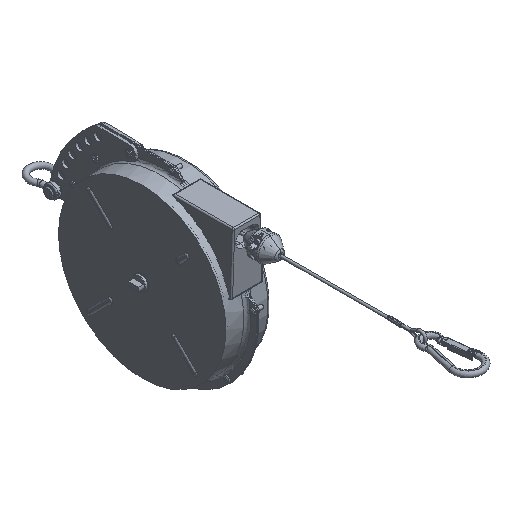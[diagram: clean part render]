
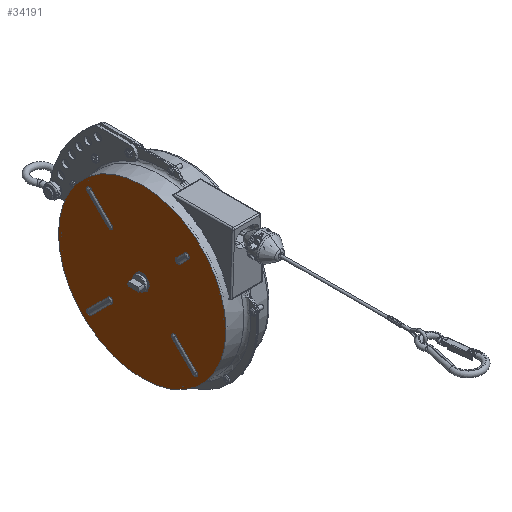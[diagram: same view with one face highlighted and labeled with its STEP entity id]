
A CAD part, isometric view. The second image highlights one B-rep face of the part: STEP entity #34191.
In plain terms, the highlighted planar face has unit normal (-1, 0, 0).
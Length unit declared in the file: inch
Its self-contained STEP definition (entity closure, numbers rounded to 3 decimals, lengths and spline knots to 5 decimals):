
#31549=CARTESIAN_POINT('',(-0.525,3.923,0.0));
#31550=VERTEX_POINT('',#31549);
#31551=CARTESIAN_POINT('',(-0.525,0.0,0.0));
#31552=DIRECTION('',(1.0,0.0,0.0));
#31553=DIRECTION('',(0.0,1.0,0.0));
#31554=AXIS2_PLACEMENT_3D('',#31551,#31552,#31553);
#31555=CIRCLE('',#31554,3.923);
#31556=EDGE_CURVE('',#31550,#31550,#31555,.T.);
#32382=CARTESIAN_POINT('',(-0.525,-2.16728,1.99051));
#32383=VERTEX_POINT('',#32382);
#32401=CARTESIAN_POINT('',(-0.525,-1.7713,1.59453));
#32402=VERTEX_POINT('',#32401);
#32410=CARTESIAN_POINT('',(-0.525,-2.16728,1.99051));
#32411=DIRECTION('',(0.0,0.707,-0.707));
#32412=VECTOR('',#32411,0.56);
#32413=LINE('',#32410,#32412);
#32414=EDGE_CURVE('',#32383,#32402,#32413,.T.);
#32454=CARTESIAN_POINT('',(-0.525,-1.99051,2.16728));
#32455=VERTEX_POINT('',#32454);
#32473=CARTESIAN_POINT('',(-0.525,-2.07889,2.07889));
#32474=DIRECTION('',(1.0,0.0,0.0));
#32475=DIRECTION('',(0.0,-0.707,-0.707));
#32476=AXIS2_PLACEMENT_3D('',#32473,#32474,#32475);
#32477=CIRCLE('',#32476,0.125);
#32478=EDGE_CURVE('',#32455,#32383,#32477,.T.);
#32520=CARTESIAN_POINT('',(-0.525,-1.59453,1.7713));
#32521=VERTEX_POINT('',#32520);
#32529=CARTESIAN_POINT('',(-0.525,-1.68291,1.68291));
#32530=DIRECTION('',(1.0,0.0,0.0));
#32531=DIRECTION('',(0.0,0.707,0.707));
#32532=AXIS2_PLACEMENT_3D('',#32529,#32530,#32531);
#32533=CIRCLE('',#32532,0.125);
#32534=EDGE_CURVE('',#32402,#32521,#32533,.T.);
#32560=CARTESIAN_POINT('',(-0.525,-1.59453,1.7713));
#32561=DIRECTION('',(0.0,-0.707,0.707));
#32562=VECTOR('',#32561,0.56);
#32563=LINE('',#32560,#32562);
#32564=EDGE_CURVE('',#32521,#32455,#32563,.T.);
#32616=CARTESIAN_POINT('',(-0.525,-2.56326,-2.38649));
#32617=VERTEX_POINT('',#32616);
#32636=CARTESIAN_POINT('',(-0.525,-2.38649,-2.56326));
#32637=VERTEX_POINT('',#32636);
#32645=CARTESIAN_POINT('',(-0.525,-2.47487,-2.47487));
#32646=DIRECTION('',(1.0,0.0,0.0));
#32647=DIRECTION('',(0.0,0.707,-0.707));
#32648=AXIS2_PLACEMENT_3D('',#32645,#32646,#32647);
#32649=CIRCLE('',#32648,0.125);
#32650=EDGE_CURVE('',#32617,#32637,#32649,.T.);
#32660=CARTESIAN_POINT('',(-0.525,-1.58745,-1.41068));
#32661=VERTEX_POINT('',#32660);
#32678=CARTESIAN_POINT('',(-0.525,-1.58745,-1.41068));
#32679=DIRECTION('',(0.0,-0.707,-0.707));
#32680=VECTOR('',#32679,1.38);
#32681=LINE('',#32678,#32680);
#32682=EDGE_CURVE('',#32661,#32617,#32681,.T.);
#32694=CARTESIAN_POINT('',(-0.525,-1.41068,-1.58745));
#32695=VERTEX_POINT('',#32694);
#32703=CARTESIAN_POINT('',(-0.525,-2.38649,-2.56326));
#32704=DIRECTION('',(0.0,0.707,0.707));
#32705=VECTOR('',#32704,1.38);
#32706=LINE('',#32703,#32705);
#32707=EDGE_CURVE('',#32637,#32695,#32706,.T.);
#32763=CARTESIAN_POINT('',(-0.525,-1.49907,-1.49907));
#32764=DIRECTION('',(1.0,0.0,0.0));
#32765=DIRECTION('',(0.0,-0.707,0.707));
#32766=AXIS2_PLACEMENT_3D('',#32763,#32764,#32765);
#32767=CIRCLE('',#32766,0.125);
#32768=EDGE_CURVE('',#32695,#32661,#32767,.T.);
#32820=CARTESIAN_POINT('',(-0.525,2.38649,-2.56326));
#32821=VERTEX_POINT('',#32820);
#32840=CARTESIAN_POINT('',(-0.525,2.56326,-2.38649));
#32841=VERTEX_POINT('',#32840);
#32849=CARTESIAN_POINT('',(-0.525,2.47487,-2.47487));
#32850=DIRECTION('',(1.0,0.0,0.0));
#32851=DIRECTION('',(0.0,-0.707,-0.707));
#32852=AXIS2_PLACEMENT_3D('',#32849,#32850,#32851);
#32853=CIRCLE('',#32852,0.125);
#32854=EDGE_CURVE('',#32821,#32841,#32853,.T.);
#32864=CARTESIAN_POINT('',(-0.525,1.41068,-1.58745));
#32865=VERTEX_POINT('',#32864);
#32882=CARTESIAN_POINT('',(-0.525,1.41068,-1.58745));
#32883=DIRECTION('',(0.0,0.707,-0.707));
#32884=VECTOR('',#32883,1.38);
#32885=LINE('',#32882,#32884);
#32886=EDGE_CURVE('',#32865,#32821,#32885,.T.);
#32898=CARTESIAN_POINT('',(-0.525,1.58745,-1.41068));
#32899=VERTEX_POINT('',#32898);
#32907=CARTESIAN_POINT('',(-0.525,2.56326,-2.38649));
#32908=DIRECTION('',(0.0,-0.707,0.707));
#32909=VECTOR('',#32908,1.38);
#32910=LINE('',#32907,#32909);
#32911=EDGE_CURVE('',#32841,#32899,#32910,.T.);
#32967=CARTESIAN_POINT('',(-0.525,1.49907,-1.49907));
#32968=DIRECTION('',(1.0,0.0,0.0));
#32969=DIRECTION('',(0.0,0.707,0.707));
#32970=AXIS2_PLACEMENT_3D('',#32967,#32968,#32969);
#32971=CIRCLE('',#32970,0.125);
#32972=EDGE_CURVE('',#32899,#32865,#32971,.T.);
#33024=CARTESIAN_POINT('',(-0.525,1.41068,1.58745));
#33025=VERTEX_POINT('',#33024);
#33044=CARTESIAN_POINT('',(-0.525,1.58745,1.41068));
#33045=VERTEX_POINT('',#33044);
#33053=CARTESIAN_POINT('',(-0.525,1.49907,1.49907));
#33054=DIRECTION('',(1.0,0.0,0.0));
#33055=DIRECTION('',(0.0,-0.707,0.707));
#33056=AXIS2_PLACEMENT_3D('',#33053,#33054,#33055);
#33057=CIRCLE('',#33056,0.125);
#33058=EDGE_CURVE('',#33025,#33045,#33057,.T.);
#33068=CARTESIAN_POINT('',(-0.525,2.38649,2.56326));
#33069=VERTEX_POINT('',#33068);
#33086=CARTESIAN_POINT('',(-0.525,2.38649,2.56326));
#33087=DIRECTION('',(0.0,-0.707,-0.707));
#33088=VECTOR('',#33087,1.38);
#33089=LINE('',#33086,#33088);
#33090=EDGE_CURVE('',#33069,#33025,#33089,.T.);
#33102=CARTESIAN_POINT('',(-0.525,2.56326,2.38649));
#33103=VERTEX_POINT('',#33102);
#33111=CARTESIAN_POINT('',(-0.525,1.58745,1.41068));
#33112=DIRECTION('',(0.0,0.707,0.707));
#33113=VECTOR('',#33112,1.38);
#33114=LINE('',#33111,#33113);
#33115=EDGE_CURVE('',#33045,#33103,#33114,.T.);
#33171=CARTESIAN_POINT('',(-0.525,2.47487,2.47487));
#33172=DIRECTION('',(1.0,0.0,0.0));
#33173=DIRECTION('',(0.0,0.707,-0.707));
#33174=AXIS2_PLACEMENT_3D('',#33171,#33172,#33173);
#33175=CIRCLE('',#33174,0.125);
#33176=EDGE_CURVE('',#33103,#33069,#33175,.T.);
#33479=CARTESIAN_POINT('',(-0.525,0.,-0.3125));
#33480=VERTEX_POINT('',#33479);
#33481=CARTESIAN_POINT('',(-0.525,0.0,0.0));
#33482=DIRECTION('',(1.0,0.0,0.0));
#33483=DIRECTION('',(0.0,0.0,1.0));
#33484=AXIS2_PLACEMENT_3D('',#33481,#33482,#33483);
#33485=CIRCLE('',#33484,0.3125);
#33486=EDGE_CURVE('',#33480,#33480,#33485,.T.);
#34156=CARTESIAN_POINT('',(-0.525,1.9615,0.0));
#34157=DIRECTION('',(-1.0,0.0,0.0));
#34158=DIRECTION('',(0.0,0.0,1.0));
#34159=AXIS2_PLACEMENT_3D('',#34156,#34157,#34158);
#34160=PLANE('',#34159);
#34161=ORIENTED_EDGE('',*,*,#31556,.F.);
#34162=EDGE_LOOP('',(#34161));
#34163=FACE_OUTER_BOUND('',#34162,.T.);
#34164=ORIENTED_EDGE('',*,*,#32886,.T.);
#34165=ORIENTED_EDGE('',*,*,#32854,.T.);
#34166=ORIENTED_EDGE('',*,*,#32911,.T.);
#34167=ORIENTED_EDGE('',*,*,#32972,.T.);
#34168=EDGE_LOOP('',(#34164,#34165,#34166,#34167));
#34169=FACE_BOUND('',#34168,.T.);
#34170=ORIENTED_EDGE('',*,*,#32650,.T.);
#34171=ORIENTED_EDGE('',*,*,#32707,.T.);
#34172=ORIENTED_EDGE('',*,*,#32768,.T.);
#34173=ORIENTED_EDGE('',*,*,#32682,.T.);
#34174=EDGE_LOOP('',(#34170,#34171,#34172,#34173));
#34175=FACE_BOUND('',#34174,.T.);
#34176=ORIENTED_EDGE('',*,*,#33090,.T.);
#34177=ORIENTED_EDGE('',*,*,#33058,.T.);
#34178=ORIENTED_EDGE('',*,*,#33115,.T.);
#34179=ORIENTED_EDGE('',*,*,#33176,.T.);
#34180=EDGE_LOOP('',(#34176,#34177,#34178,#34179));
#34181=FACE_BOUND('',#34180,.T.);
#34182=ORIENTED_EDGE('',*,*,#32534,.T.);
#34183=ORIENTED_EDGE('',*,*,#32564,.T.);
#34184=ORIENTED_EDGE('',*,*,#32478,.T.);
#34185=ORIENTED_EDGE('',*,*,#32414,.T.);
#34186=EDGE_LOOP('',(#34182,#34183,#34184,#34185));
#34187=FACE_BOUND('',#34186,.T.);
#34188=ORIENTED_EDGE('',*,*,#33486,.T.);
#34189=EDGE_LOOP('',(#34188));
#34190=FACE_BOUND('',#34189,.T.);
#34191=ADVANCED_FACE('',(#34163,#34169,#34175,#34181,#34187,#34190),#34160,.T.);
